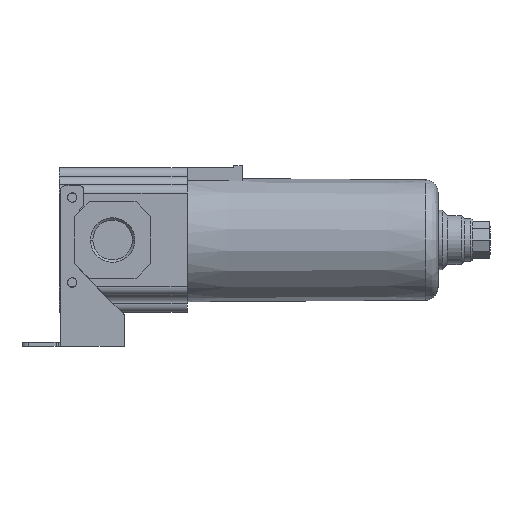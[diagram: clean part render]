
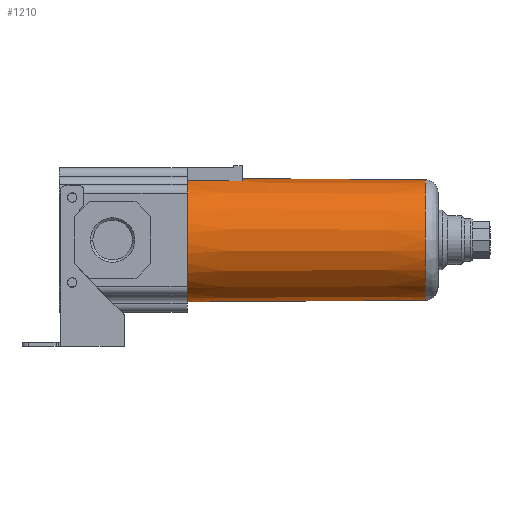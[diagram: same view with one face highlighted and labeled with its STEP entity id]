
A CAD part, left-side view. The second image highlights one B-rep face of the part: STEP entity #1210.
In plain terms, the highlighted conical face has half-angle 0.371 degrees and reference radius 29.014 mm.
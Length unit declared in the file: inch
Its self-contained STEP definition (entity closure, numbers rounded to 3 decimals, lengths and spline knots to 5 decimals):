
#14 = AXIS2_PLACEMENT_3D ( 'NONE', #98, #3406, #974 ) ;
#55 = EDGE_CURVE ( 'NONE', #1720, #489, #4213, .T. ) ;
#73 = CARTESIAN_POINT ( 'NONE',  ( 0., -2.40157, 0. ) ) ;
#98 = CARTESIAN_POINT ( 'NONE',  ( 0., -1.37795, 0. ) ) ;
#177 = FACE_OUTER_BOUND ( 'NONE', #686, .T. ) ;
#400 = LINE ( 'NONE', #4543, #970 ) ;
#447 = CARTESIAN_POINT ( 'NONE',  ( -0.31496, -1.71916, 1.09569 ) ) ;
#464 = DIRECTION ( 'NONE',  ( 0., -1., 0. ) ) ;
#489 = VERTEX_POINT ( 'NONE', #5176 ) ;
#539 = DIRECTION ( 'NONE',  ( 0., 1., 0. ) ) ;
#576 = DIRECTION ( 'NONE',  ( 0., 1., 0. ) ) ;
#686 = EDGE_LOOP ( 'NONE', ( #3731, #4220, #2339, #4652, #4524, #2085 ) ) ;
#727 = DIRECTION ( 'NONE',  ( 0., 1., -0.006 ) ) ;
#739 = CIRCLE ( 'NONE', #14, 1.14226 ) ;
#829 = AXIS2_PLACEMENT_3D ( 'NONE', #73, #464, #1701 ) ;
#970 = VECTOR ( 'NONE', #2946, 39.37008 ) ;
#974 = DIRECTION ( 'NONE',  ( 0., 0., 1. ) ) ;
#986 = CIRCLE ( 'NONE', #829, 1.13564 ) ;
#1047 = B_SPLINE_CURVE_WITH_KNOTS ( 'NONE', 3,
 ( #3241, #4495, #447, #2080 ),
 .UNSPECIFIED., .F., .F.,
 ( 4, 4 ),
 ( 0., 0.026 ),
 .UNSPECIFIED. ) ;
#1210 = ADVANCED_FACE ( 'NONE', ( #177 ), #4667, .T. ) ;
#1317 = VERTEX_POINT ( 'NONE', #1465 ) ;
#1465 = CARTESIAN_POINT ( 'NONE',  ( 0., -2.40157, 1.13564 ) ) ;
#1588 = VECTOR ( 'NONE', #727, 39.37008 ) ;
#1628 = VERTEX_POINT ( 'NONE', #1888 ) ;
#1701 = DIRECTION ( 'NONE',  ( 0., 0., 1. ) ) ;
#1720 = VERTEX_POINT ( 'NONE', #3918 ) ;
#1813 = CARTESIAN_POINT ( 'NONE',  ( 0., -5.78893, 0. ) ) ;
#1852 = VERTEX_POINT ( 'NONE', #4016 ) ;
#1888 = CARTESIAN_POINT ( 'NONE',  ( -0.31496, -1.37795, 1.09798 ) ) ;
#1946 = CIRCLE ( 'NONE', #4319, 1.11372 ) ;
#2080 = CARTESIAN_POINT ( 'NONE',  ( -0.31496, -1.37795, 1.09798 ) ) ;
#2085 = ORIENTED_EDGE ( 'NONE', *, *, #2850, .T. ) ;
#2145 = EDGE_CURVE ( 'NONE', #1852, #1317, #400, .T. ) ;
#2170 = DIRECTION ( 'NONE',  ( 0., 0., 1. ) ) ;
#2339 = ORIENTED_EDGE ( 'NONE', *, *, #2145, .T. ) ;
#2586 = EDGE_CURVE ( 'NONE', #5182, #1628, #1047, .T. ) ;
#2765 = CARTESIAN_POINT ( 'NONE',  ( -0.31496, -2.40157, 1.09109 ) ) ;
#2850 = EDGE_CURVE ( 'NONE', #1628, #489, #739, .T. ) ;
#2946 = DIRECTION ( 'NONE',  ( 0., 1., 0.006 ) ) ;
#3241 = CARTESIAN_POINT ( 'NONE',  ( -0.31496, -2.40157, 1.09109 ) ) ;
#3354 = EDGE_CURVE ( 'NONE', #1720, #1852, #1946, .T. ) ;
#3406 = DIRECTION ( 'NONE',  ( 0., -1., 0. ) ) ;
#3731 = ORIENTED_EDGE ( 'NONE', *, *, #55, .F. ) ;
#3782 = EDGE_CURVE ( 'NONE', #1317, #5182, #986, .T. ) ;
#3825 = DIRECTION ( 'NONE',  ( 0., 0., 1. ) ) ;
#3918 = CARTESIAN_POINT ( 'NONE',  ( 0., -5.78893, -1.11372 ) ) ;
#4016 = CARTESIAN_POINT ( 'NONE',  ( 0., -5.78893, 1.11372 ) ) ;
#4213 = LINE ( 'NONE', #4415, #1588 ) ;
#4220 = ORIENTED_EDGE ( 'NONE', *, *, #3354, .T. ) ;
#4319 = AXIS2_PLACEMENT_3D ( 'NONE', #1813, #576, #2170 ) ;
#4415 = CARTESIAN_POINT ( 'NONE',  ( 0., -1.37795, -1.14226 ) ) ;
#4495 = CARTESIAN_POINT ( 'NONE',  ( -0.31496, -2.06037, 1.09339 ) ) ;
#4524 = ORIENTED_EDGE ( 'NONE', *, *, #2586, .T. ) ;
#4543 = CARTESIAN_POINT ( 'NONE',  ( 0., -1.37795, 1.14226 ) ) ;
#4652 = ORIENTED_EDGE ( 'NONE', *, *, #3782, .T. ) ;
#4667 = CONICAL_SURFACE ( 'NONE', #5026, 1.14226, 0.006 ) ;
#5026 = AXIS2_PLACEMENT_3D ( 'NONE', #5068, #539, #3825 ) ;
#5068 = CARTESIAN_POINT ( 'NONE',  ( 0., -1.37795, 0. ) ) ;
#5176 = CARTESIAN_POINT ( 'NONE',  ( 0., -1.37795, -1.14226 ) ) ;
#5182 = VERTEX_POINT ( 'NONE', #2765 ) ;
